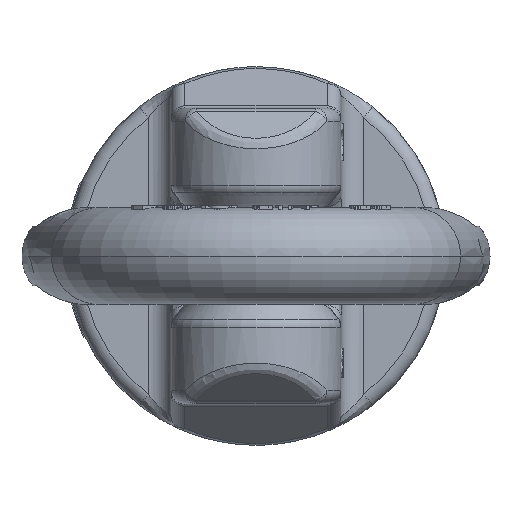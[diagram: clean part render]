
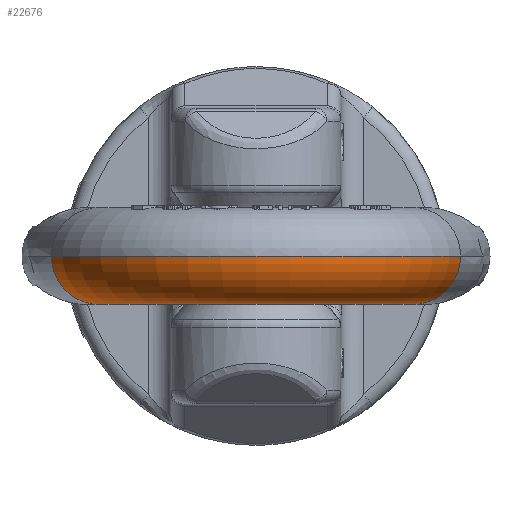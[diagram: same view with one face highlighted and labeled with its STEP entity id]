
A CAD part, left-side view. The second image highlights one B-rep face of the part: STEP entity #22676.
In plain terms, the highlighted toroidal (fillet/blend) face has major radius 35.5 mm and minor radius 10.5 mm.
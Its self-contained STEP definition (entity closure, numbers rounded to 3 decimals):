
#16806=CARTESIAN_POINT('',(-105.,0.,0.));
#16807=DIRECTION('',(0.,0.,1.));
#16808=DIRECTION('',(-0.246,0.969,0.));
#16809=AXIS2_PLACEMENT_3D('',#16806,#16807,#16808);
#17994=CARTESIAN_POINT('',(-113.738,-34.408,0.));
#17995=DIRECTION('',(0.969,-0.246,0.));
#17996=DIRECTION('',(-0.246,-0.969,0.));
#17997=AXIS2_PLACEMENT_3D('',#17994,#17995,#17996);
#18424=CARTESIAN_POINT('',(-113.738,34.408,0.));
#18425=DIRECTION('',(-0.969,-0.246,0.));
#18426=DIRECTION('',(-0.246,0.969,0.));
#18427=AXIS2_PLACEMENT_3D('',#18424,#18425,#18426);
#18429=CARTESIAN_POINT('',(-105.,0.,0.));
#18430=DIRECTION('',(0.,0.,1.));
#18431=DIRECTION('',(-0.246,0.969,0.));
#18432=AXIS2_PLACEMENT_3D('',#18429,#18430,#18431);
#21086=CARTESIAN_POINT('',(-111.154,24.231,0.));
#21087=CARTESIAN_POINT('',(-116.323,44.585,0.));
#21088=VERTEX_POINT('',#21086);
#21089=VERTEX_POINT('',#21087);
#21090=CARTESIAN_POINT('',(-111.154,-24.231,0.));
#21091=CARTESIAN_POINT('',(-116.323,-44.585,0.));
#21092=VERTEX_POINT('',#21090);
#21093=VERTEX_POINT('',#21091);
#22665=CARTESIAN_POINT('',(-105.,0.,0.));
#22666=DIRECTION('',(0.,0.,1.));
#22667=DIRECTION('',(0.246,-0.969,0.));
#22668=AXIS2_PLACEMENT_3D('',#22665,#22666,#22667);
#22669=TOROIDAL_SURFACE('',#22668,35.5,10.5);
#22670=ORIENTED_EDGE('',*,*,#22461,.F.);
#22671=ORIENTED_EDGE('',*,*,#22098,.T.);
#22672=ORIENTED_EDGE('',*,*,#22495,.T.);
#22673=ORIENTED_EDGE('',*,*,#22095,.F.);
#22674=EDGE_LOOP('',(#22670,#22671,#22672,#22673));
#22675=FACE_OUTER_BOUND('',#22674,.F.);
#22676=ADVANCED_FACE('',(#22675),#22669,.T.);
#16810=CIRCLE('',#16809,25.);
#17998=CIRCLE('',#17997,10.5);
#18428=CIRCLE('',#18427,10.5);
#18433=CIRCLE('',#18432,46.);
#22095=EDGE_CURVE('',#21088,#21092,#16810,.T.);
#22098=EDGE_CURVE('',#21089,#21093,#18433,.T.);
#22461=EDGE_CURVE('',#21089,#21088,#18428,.T.);
#22495=EDGE_CURVE('',#21093,#21092,#17998,.T.);
